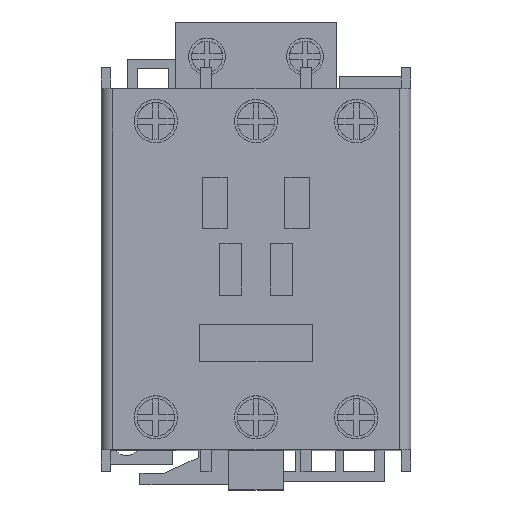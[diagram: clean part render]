
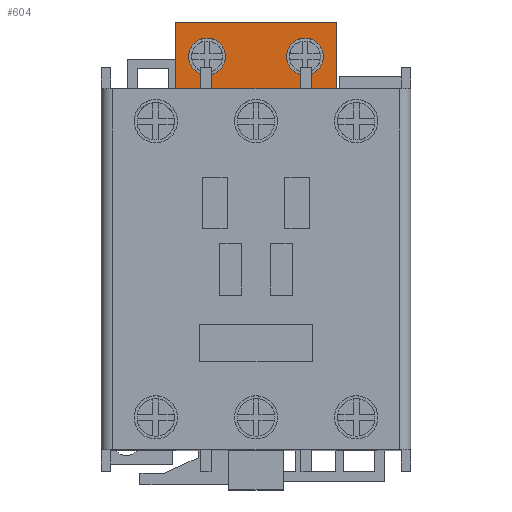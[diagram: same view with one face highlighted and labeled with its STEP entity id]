
A CAD part, top view. The second image highlights one B-rep face of the part: STEP entity #604.
In plain terms, the highlighted planar face has unit normal (0, 0, 1).
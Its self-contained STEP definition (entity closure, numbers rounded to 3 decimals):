
#149=CIRCLE('',#7567,3.2);
#150=CIRCLE('',#7568,3.2);
#604=ADVANCED_FACE('',(#1394,#1395,#1396),#996,.F.);
#996=PLANE('',#7569);
#1394=FACE_BOUND('',#1536,.T.);
#1395=FACE_BOUND('',#1537,.T.);
#1396=FACE_BOUND('',#1538,.T.);
#1536=EDGE_LOOP('',(#2392));
#1537=EDGE_LOOP('',(#2393,#2394,#2395,#2396));
#1538=EDGE_LOOP('',(#2397));
#2392=ORIENTED_EDGE('',*,*,#5067,.F.);
#2393=ORIENTED_EDGE('',*,*,#4882,.T.);
#2394=ORIENTED_EDGE('',*,*,#5068,.F.);
#2395=ORIENTED_EDGE('',*,*,#5069,.F.);
#2396=ORIENTED_EDGE('',*,*,#5070,.T.);
#2397=ORIENTED_EDGE('',*,*,#5071,.F.);
#4174=VERTEX_POINT('',#10361);
#4176=VERTEX_POINT('',#10364);
#4326=VERTEX_POINT('',#10711);
#4327=VERTEX_POINT('',#10713);
#4328=VERTEX_POINT('',#10715);
#4329=VERTEX_POINT('',#10718);
#4882=EDGE_CURVE('',#4176,#4174,#5891,.T.);
#5067=EDGE_CURVE('',#4326,#4326,#149,.T.);
#5068=EDGE_CURVE('',#4327,#4174,#6058,.T.);
#5069=EDGE_CURVE('',#4328,#4327,#6059,.T.);
#5070=EDGE_CURVE('',#4328,#4176,#6060,.T.);
#5071=EDGE_CURVE('',#4329,#4329,#150,.T.);
#5891=LINE('',#10363,#6806);
#6058=LINE('',#10712,#6973);
#6059=LINE('',#10714,#6974);
#6060=LINE('',#10716,#6975);
#6806=VECTOR('',#8276,1.);
#6973=VECTOR('',#8505,1.);
#6974=VECTOR('',#8506,1.);
#6975=VECTOR('',#8507,1.);
#7567=AXIS2_PLACEMENT_3D('',#10710,#8503,#8504);
#7568=AXIS2_PLACEMENT_3D('',#10717,#8508,#8509);
#7569=AXIS2_PLACEMENT_3D('',#10719,#8510,#8511);
#8276=DIRECTION('',(1.,0.,0.));
#8503=DIRECTION('',(0.,0.,1.));
#8504=DIRECTION('',(1.,0.,0.));
#8505=DIRECTION('',(0.,-1.,0.));
#8506=DIRECTION('',(1.,0.,0.));
#8507=DIRECTION('',(0.,-1.,0.));
#8508=DIRECTION('',(0.,0.,1.));
#8509=DIRECTION('',(1.,0.,0.));
#8510=DIRECTION('',(0.,0.,-1.));
#8511=DIRECTION('',(0.,1.,0.));
#10361=CARTESIAN_POINT('',(14.,31.3,47.3));
#10363=CARTESIAN_POINT('',(-14.,31.3,47.3));
#10364=CARTESIAN_POINT('',(-14.,31.3,47.3));
#10710=CARTESIAN_POINT('',(-8.5,37.,47.3));
#10711=CARTESIAN_POINT('',(-5.3,37.,47.3));
#10712=CARTESIAN_POINT('',(14.,43.,47.3));
#10713=CARTESIAN_POINT('',(14.,43.,47.3));
#10714=CARTESIAN_POINT('',(-14.,43.,47.3));
#10715=CARTESIAN_POINT('',(-14.,43.,47.3));
#10716=CARTESIAN_POINT('',(-14.,43.,47.3));
#10717=CARTESIAN_POINT('',(8.5,37.,47.3));
#10718=CARTESIAN_POINT('',(11.7,37.,47.3));
#10719=CARTESIAN_POINT('',(-14.,43.,47.3));
